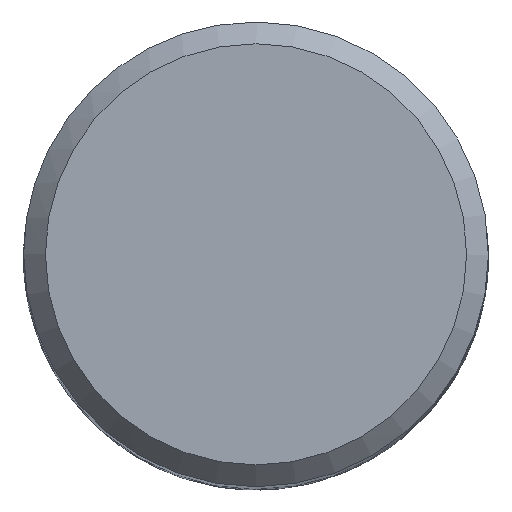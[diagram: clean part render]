
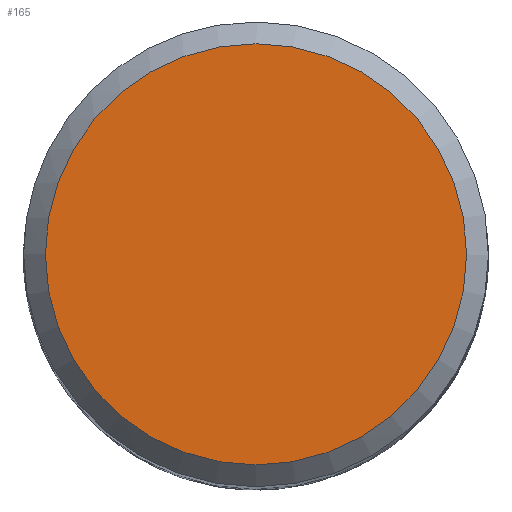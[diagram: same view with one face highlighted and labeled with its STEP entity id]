
A CAD part, top view. The second image highlights one B-rep face of the part: STEP entity #165.
In plain terms, the highlighted planar face has unit normal (0, 0, 1).
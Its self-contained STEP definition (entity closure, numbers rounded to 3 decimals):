
#165=ADVANCED_FACE('CU_SU3',(#172),#170,.F.);
#170=PLANE('',#422);
#172=FACE_OUTER_BOUND('',#204,.T.);
#204=EDGE_LOOP('',(#238));
#238=ORIENTED_EDGE('',*,*,#275,.F.);
#257=VERTEX_POINT('',#590);
#275=EDGE_CURVE('',#257,#257,#292,.T.);
#292=CIRCLE('',#421,14.5);
#421=AXIS2_PLACEMENT_3D('',#589,#507,#508);
#422=AXIS2_PLACEMENT_3D('',#591,#509,#510);
#507=DIRECTION('',(0.,0.,-1.));
#508=DIRECTION('',(-1.,0.,0.));
#509=DIRECTION('',(0.,0.,-1.));
#510=DIRECTION('',(-1.,0.,0.));
#589=CARTESIAN_POINT('',(0.,0.,0.));
#590=CARTESIAN_POINT('',(-14.5,0.,0.));
#591=CARTESIAN_POINT('',(0.,0.,0.));
